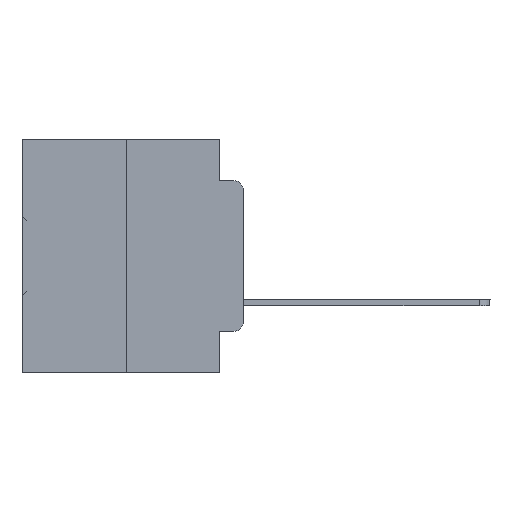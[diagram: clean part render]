
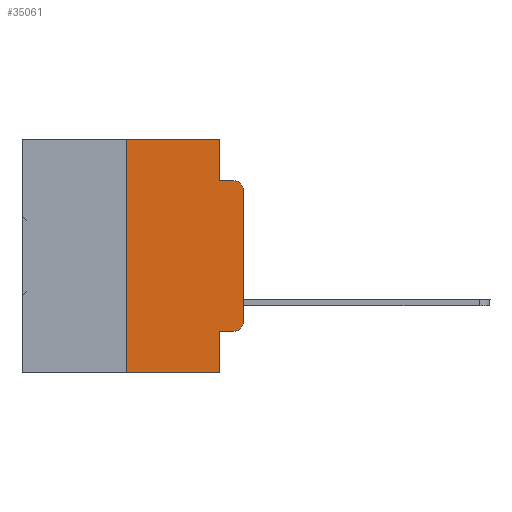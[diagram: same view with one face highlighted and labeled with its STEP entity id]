
A CAD part, left-side view. The second image highlights one B-rep face of the part: STEP entity #35061.
In plain terms, the highlighted planar face has unit normal (-1, 0, 0).
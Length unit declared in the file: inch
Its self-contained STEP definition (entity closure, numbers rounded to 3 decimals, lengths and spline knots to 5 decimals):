
#24 = LINE ( 'NONE', #25254, #33915 ) ;
#242 = LINE ( 'NONE', #5248, #34201 ) ;
#1067 = AXIS2_PLACEMENT_3D ( 'NONE', #6166, #33459, #36401 ) ;
#1382 = CARTESIAN_POINT ( 'NONE',  ( 0., 0.051, 0. ) ) ;
#2136 = VECTOR ( 'NONE', #23754, 39.37008 ) ;
#2623 = EDGE_CURVE ( 'NONE', #33813, #32997, #17305, .T. ) ;
#3334 = DIRECTION ( 'NONE',  ( 0., 0., 1. ) ) ;
#3383 = DIRECTION ( 'NONE',  ( 0., 0., -1. ) ) ;
#3738 = EDGE_CURVE ( 'NONE', #13184, #20263, #19860, .T. ) ;
#4352 = PLANE ( 'NONE',  #10561 ) ;
#5248 = CARTESIAN_POINT ( 'NONE',  ( 0., 0.051, -0.0885 ) ) ;
#6166 = CARTESIAN_POINT ( 'NONE',  ( 0., 0.02, -0.1085 ) ) ;
#6182 = CARTESIAN_POINT ( 'NONE',  ( 0., 0.473, -0.5 ) ) ;
#6916 = LINE ( 'NONE', #1382, #7865 ) ;
#7101 = DIRECTION ( 'NONE',  ( 0., 0., -1. ) ) ;
#7195 = LINE ( 'NONE', #32040, #2136 ) ;
#7295 = FACE_OUTER_BOUND ( 'NONE', #25348, .T. ) ;
#7482 = DIRECTION ( 'NONE',  ( 0., 0., -1. ) ) ;
#7865 = VECTOR ( 'NONE', #7101, 39.37008 ) ;
#9253 = LINE ( 'NONE', #17509, #32682 ) ;
#9325 = CARTESIAN_POINT ( 'NONE',  ( 0., 0.25, 0. ) ) ;
#9358 = ORIENTED_EDGE ( 'NONE', *, *, #32411, .F. ) ;
#9378 = DIRECTION ( 'NONE',  ( 0., 0., -1. ) ) ;
#10561 = AXIS2_PLACEMENT_3D ( 'NONE', #21824, #21274, #7482 ) ;
#10652 = EDGE_CURVE ( 'NONE', #20263, #24272, #242, .T. ) ;
#10757 = EDGE_CURVE ( 'NONE', #14246, #31839, #17184, .T. ) ;
#10851 = LINE ( 'NONE', #6182, #30978 ) ;
#11630 = ORIENTED_EDGE ( 'NONE', *, *, #19859, .F. ) ;
#12958 = CARTESIAN_POINT ( 'NONE',  ( 0., 0., -0.3915 ) ) ;
#13184 = VERTEX_POINT ( 'NONE', #14815 ) ;
#13352 = ORIENTED_EDGE ( 'NONE', *, *, #10652, .F. ) ;
#14069 = DIRECTION ( 'NONE',  ( 0., -1., 0. ) ) ;
#14246 = VERTEX_POINT ( 'NONE', #27881 ) ;
#14815 = CARTESIAN_POINT ( 'NONE',  ( 0., 0.051, 0. ) ) ;
#15734 = CARTESIAN_POINT ( 'NONE',  ( 0., 0.02, -0.0885 ) ) ;
#15819 = VECTOR ( 'NONE', #9378, 39.37008 ) ;
#15975 = VERTEX_POINT ( 'NONE', #25304 ) ;
#16404 = DIRECTION ( 'NONE',  ( 0., -1., 0. ) ) ;
#16732 = VERTEX_POINT ( 'NONE', #18388 ) ;
#17184 = CIRCLE ( 'NONE', #36002, 0.02 ) ;
#17305 = LINE ( 'NONE', #28532, #29261 ) ;
#17509 = CARTESIAN_POINT ( 'NONE',  ( 0., 0.051, -0.4115 ) ) ;
#17902 = DIRECTION ( 'NONE',  ( -1., 0., 0. ) ) ;
#18388 = CARTESIAN_POINT ( 'NONE',  ( 0., 0.051, -0.4115 ) ) ;
#19859 = EDGE_CURVE ( 'NONE', #16732, #15975, #6916, .T. ) ;
#19860 = LINE ( 'NONE', #34579, #15819 ) ;
#20263 = VERTEX_POINT ( 'NONE', #32263 ) ;
#21274 = DIRECTION ( 'NONE',  ( 1., 0., 0. ) ) ;
#21824 = CARTESIAN_POINT ( 'NONE',  ( 0., 0.473, 0. ) ) ;
#23274 = ORIENTED_EDGE ( 'NONE', *, *, #10757, .T. ) ;
#23754 = DIRECTION ( 'NONE',  ( 0., 0., 1. ) ) ;
#23756 = EDGE_CURVE ( 'NONE', #16732, #14246, #9253, .T. ) ;
#23954 = EDGE_CURVE ( 'NONE', #31839, #27472, #7195, .T. ) ;
#24161 = ORIENTED_EDGE ( 'NONE', *, *, #3738, .F. ) ;
#24272 = VERTEX_POINT ( 'NONE', #15734 ) ;
#24761 = ORIENTED_EDGE ( 'NONE', *, *, #23954, .T. ) ;
#25254 = CARTESIAN_POINT ( 'NONE',  ( 0., 0.473, 0. ) ) ;
#25304 = CARTESIAN_POINT ( 'NONE',  ( 0., 0.051, -0.5 ) ) ;
#25348 = EDGE_LOOP ( 'NONE', ( #24761, #33657, #13352, #24161, #9358, #33020, #28900, #11630, #34700, #23274 ) ) ;
#26012 = EDGE_CURVE ( 'NONE', #27472, #24272, #26908, .T. ) ;
#26908 = CIRCLE ( 'NONE', #1067, 0.02 ) ;
#27472 = VERTEX_POINT ( 'NONE', #34620 ) ;
#27881 = CARTESIAN_POINT ( 'NONE',  ( 0., 0.02, -0.4115 ) ) ;
#28437 = DIRECTION ( 'NONE',  ( 0., -1., 0. ) ) ;
#28532 = CARTESIAN_POINT ( 'NONE',  ( 0., 0.25, 0. ) ) ;
#28579 = CARTESIAN_POINT ( 'NONE',  ( 0., 0.02, -0.3915 ) ) ;
#28900 = ORIENTED_EDGE ( 'NONE', *, *, #32772, .T. ) ;
#29098 = DIRECTION ( 'NONE',  ( 0., -1., 0. ) ) ;
#29261 = VECTOR ( 'NONE', #3334, 39.37008 ) ;
#30978 = VECTOR ( 'NONE', #28437, 39.37008 ) ;
#31839 = VERTEX_POINT ( 'NONE', #12958 ) ;
#32040 = CARTESIAN_POINT ( 'NONE',  ( 0., 0., 0. ) ) ;
#32263 = CARTESIAN_POINT ( 'NONE',  ( 0., 0.051, -0.0885 ) ) ;
#32411 = EDGE_CURVE ( 'NONE', #32997, #13184, #24, .T. ) ;
#32682 = VECTOR ( 'NONE', #29098, 39.37008 ) ;
#32772 = EDGE_CURVE ( 'NONE', #33813, #15975, #10851, .T. ) ;
#32997 = VERTEX_POINT ( 'NONE', #9325 ) ;
#33020 = ORIENTED_EDGE ( 'NONE', *, *, #2623, .F. ) ;
#33459 = DIRECTION ( 'NONE',  ( -1., 0., 0. ) ) ;
#33657 = ORIENTED_EDGE ( 'NONE', *, *, #26012, .T. ) ;
#33813 = VERTEX_POINT ( 'NONE', #33920 ) ;
#33915 = VECTOR ( 'NONE', #16404, 39.37008 ) ;
#33920 = CARTESIAN_POINT ( 'NONE',  ( 0., 0.25, -0.5 ) ) ;
#34201 = VECTOR ( 'NONE', #14069, 39.37008 ) ;
#34579 = CARTESIAN_POINT ( 'NONE',  ( 0., 0.051, 0. ) ) ;
#34620 = CARTESIAN_POINT ( 'NONE',  ( 0., 0., -0.1085 ) ) ;
#34700 = ORIENTED_EDGE ( 'NONE', *, *, #23756, .T. ) ;
#35061 = ADVANCED_FACE ( 'NONE', ( #7295 ), #4352, .F. ) ;
#36002 = AXIS2_PLACEMENT_3D ( 'NONE', #28579, #17902, #3383 ) ;
#36401 = DIRECTION ( 'NONE',  ( 0., 0., -1. ) ) ;
